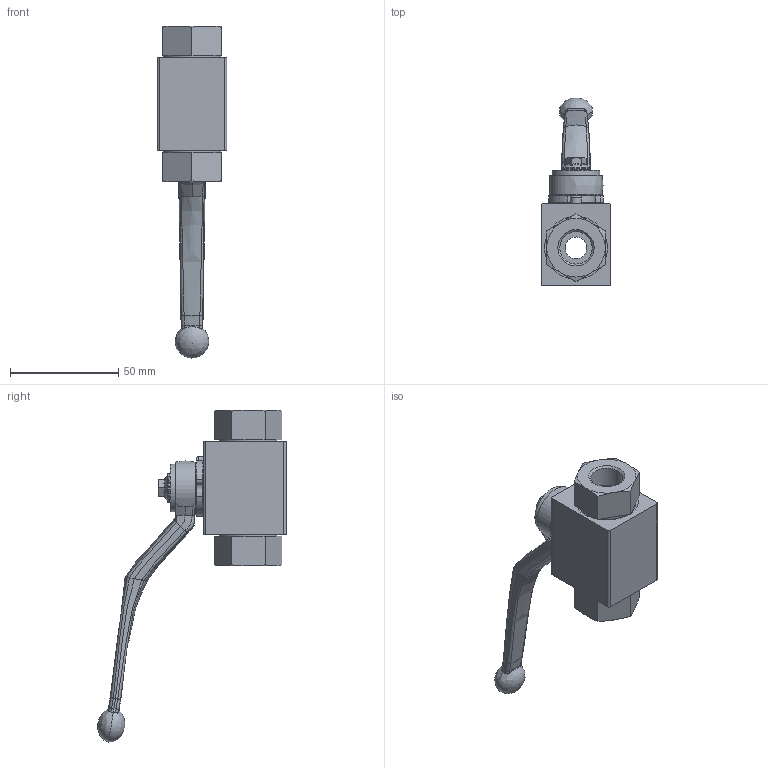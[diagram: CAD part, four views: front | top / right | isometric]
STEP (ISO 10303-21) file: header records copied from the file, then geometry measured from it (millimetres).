
FILE_DESCRIPTION((''),'2;1');
FILE_NAME('TP_17185.stp','2011-05-24T13:12:35',('jmartin'),(''),'Autodesk Inventor 2010','Autodesk Inventor 2010','');
FILE_SCHEMA(('AUTOMOTIVE_DESIGN { 1 0 10303 214 1 1 1 1 }'));
Length unit declared in the file: millimetre
Products named in the file (1): TP_17185
Bounding box: 32 x 86.78 x 153.02 mm (x, y, z)
Volume: 77716.5 mm3; surface area: 22021.6 mm2
Topology: 4 solids, 4 shells, 704 faces, 1843 edges, 1185 vertices
Faces by surface type: plane 451, bspline 190, cylinder 32, cone 26, torus 5
Full cylindrical faces by diameter (mm): 5 x2, 10 x1, 13.5 x1, 14.95 x2, 16.9 x2, 22 x1, 27 x2, 29 x1
Entity records: 26530 total; most frequent: CARTESIAN_POINT 10825, ORIENTED_EDGE 3598, DIRECTION 2518, EDGE_CURVE 1799, VERTEX_POINT 1175, VECTOR 1136, LINE 1136, EDGE_LOOP 796
